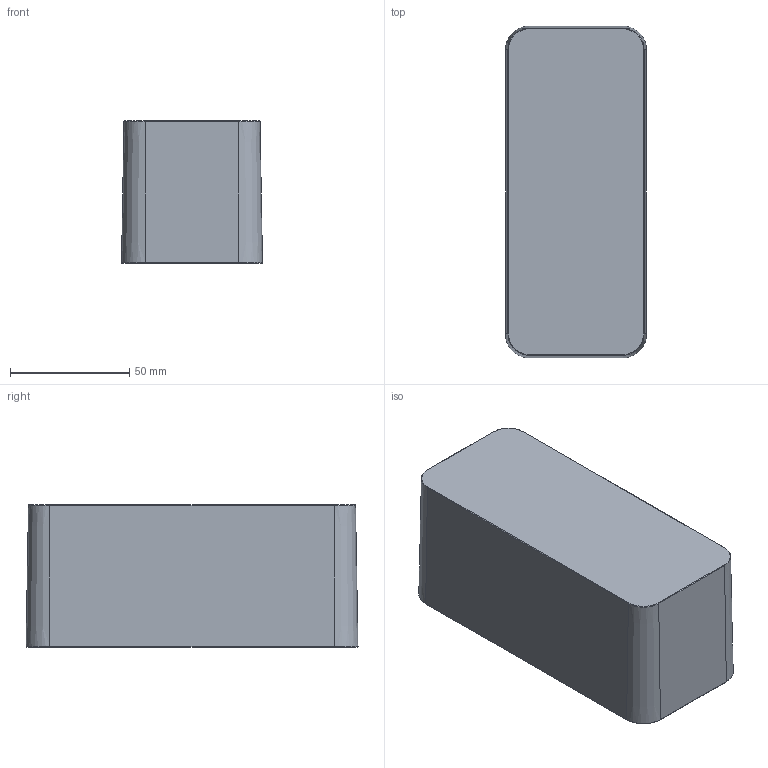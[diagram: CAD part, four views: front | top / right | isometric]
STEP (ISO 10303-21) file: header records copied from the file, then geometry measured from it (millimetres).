
FILE_DESCRIPTION(/* description */ ('This is a sample STEP configuration'),/* implementation_level */ '2;1');
FILE_NAME(/* name */ '116-0111xxxxxxxxx SIMPLE.ipt_Rev_00.1.stp',/* time_stamp */ '2023-04-26T12:51:14+02:00',/* author */ ('powerJobs'),/* organization */ ('coolOrange'),/* preprocessor_version */ 'ST-DEVELOPER v19.2',/* originating_system */ 'Autodesk Inventor 2023',/* authorisation */ '');
FILE_SCHEMA (('AUTOMOTIVE_DESIGN { 1 0 10303 214 3 1 1 }'));
Length unit declared in the file: millimetre
Products named in the file (1): ENG000025824
Bounding box: 59.04 x 139.04 x 59.5 mm (x, y, z)
Volume: 457566 mm3; surface area: 38876.7 mm2
Topology: 1 solids, 1 shells, 59 faces, 128 edges, 74 vertices
Faces by surface type: plane 17, torus 16, cylinder 14, cone 12
Full cylindrical faces by diameter (mm): 36 x2
Entity records: 1643 total; most frequent: DIRECTION 318, CARTESIAN_POINT 262, ORIENTED_EDGE 256, AXIS2_PLACEMENT_3D 130, EDGE_CURVE 128, VERTEX_POINT 74, CIRCLE 70, EDGE_LOOP 62
